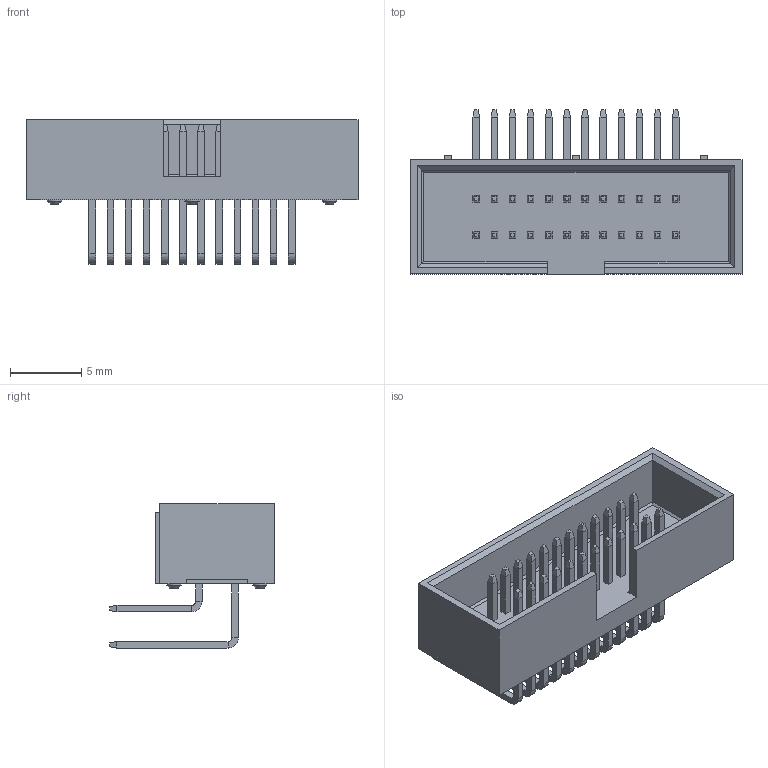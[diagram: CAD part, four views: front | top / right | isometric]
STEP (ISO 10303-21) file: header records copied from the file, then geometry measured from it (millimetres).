
FILE_DESCRIPTION( ('This file contains a STEP AP42 implementation' ,'as created by ZW3D STEP Interface translator.') ,'2;1' );
FILE_NAME( '3140-XXRXXBK00X1.stp' ,'231122.1357 2', (''), ('ZWCAD Software Co.'), 'Version 1.0', 'ZW3D to STEP translator', '' );
FILE_SCHEMA(('AUTOMOTIVE_DESIGN { 1 0 10303 214 1 1 1 1 }'));
Length unit declared in the file: millimetre
Products named in the file (2): 0; 3140-24RXXBK00R1
Bounding box: 23.24 x 11.5 x 10.1 mm (x, y, z)
Volume: 524.2 mm3; surface area: 1531.6 mm2
Topology: 1 solids, 1 shells, 690 faces, 1504 edges, 870 vertices
Faces by surface type: plane 630, cylinder 54, cone 6
Full cylindrical faces by diameter (mm): 1 x6
Entity records: 18738 total; most frequent: CARTESIAN_POINT 3065, ORIENTED_EDGE 3008, DIRECTION 3000, EDGE_CURVE 1504, VECTOR 1390, LINE 1390, VERTEX_POINT 870, AXIS2_PLACEMENT_3D 805
